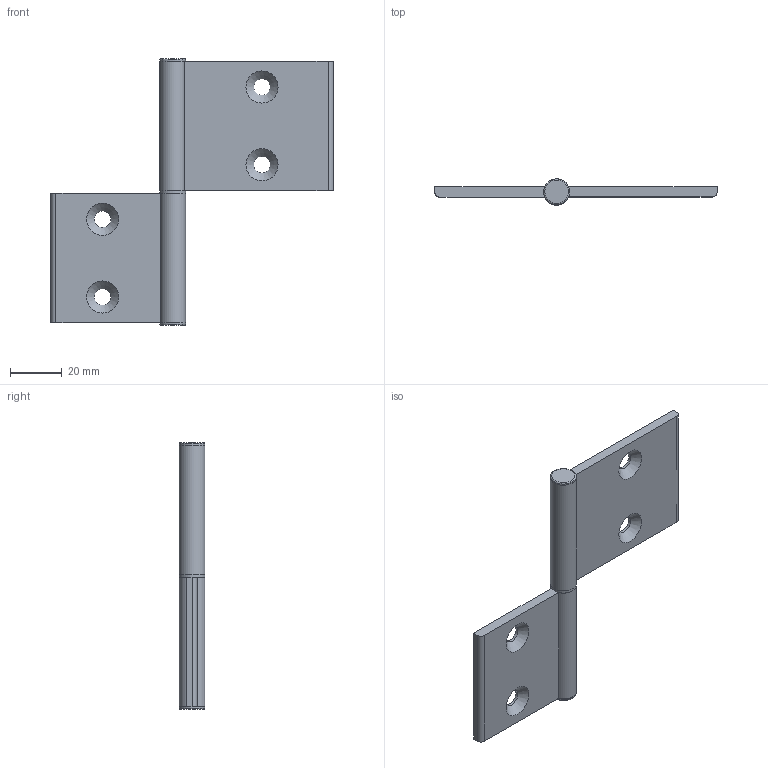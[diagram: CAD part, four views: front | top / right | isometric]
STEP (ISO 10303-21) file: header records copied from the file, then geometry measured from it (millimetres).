
FILE_DESCRIPTION(('STEP AP203'),'1');
FILE_NAME('SAFE10B1057.stp','2023-10-18T10:02:10',(' '),(' '),'Spatial InterOp 3D',' ',' ');
FILE_SCHEMA(('CONFIG_CONTROL_DESIGN'));
Length unit declared in the file: millimetre
Products named in the file (5): Charnière Al 60x45AL PP4; Bouchon_Charniere_Al; Demi_Charniere_Alu - 60x60 PP4; Demi_Charniere_Alu - 45x45 PP4; Axe_Charniere_Al
Assembly tree (5 placements, depth 2):
  Charnière Al 60x45AL PP4
    Bouchon_Charniere_Al  x2
    Demi_Charniere_Alu - 60x60 PP4
    Demi_Charniere_Alu - 45x45 PP4
    Axe_Charniere_Al
Bounding box: 109 x 10 x 103 mm (x, y, z)
Volume: 25324 mm3; surface area: 17365.7 mm2
Topology: 5 solids, 5 shells, 41 faces, 84 edges, 55 vertices
Faces by surface type: plane 18, cylinder 15, cone 6, torus 2
Full cylindrical faces by diameter (mm): 6 x2, 6.1 x2, 6.4 x4, 10 x3
Entity records: 1872 total; most frequent: DIRECTION 178, CARTESIAN_POINT 147, PROPERTY_DEFINITION_REPRESENTATION 118, GENERAL_PROPERTY_ASSOCIATION 118, PROPERTY_DEFINITION 118, REPRESENTATION 118, GENERAL_PROPERTY 118, DESCRIPTIVE_REPRESENTATION_ITEM 118
